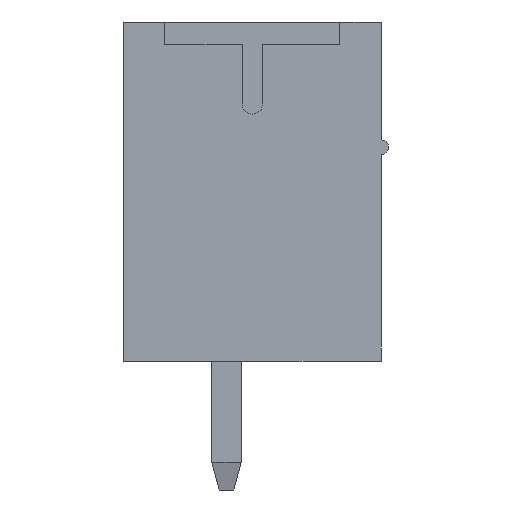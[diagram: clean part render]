
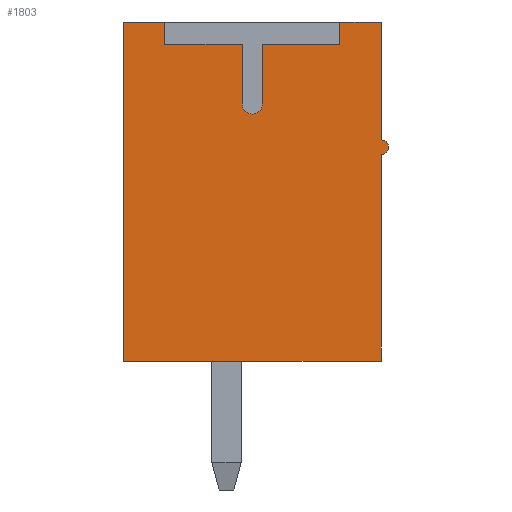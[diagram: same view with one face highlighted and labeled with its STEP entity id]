
A CAD part, left-side view. The second image highlights one B-rep face of the part: STEP entity #1803.
In plain terms, the highlighted planar face has unit normal (-1, 0, 0).
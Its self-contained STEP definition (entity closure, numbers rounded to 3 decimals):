
#1803 = ADVANCED_FACE( '', ( #4075 ), #4076, .F. );
#4075 = FACE_OUTER_BOUND( '', #6883, .T. );
#4076 = PLANE( '', #6884 );
#6883 = EDGE_LOOP( '', ( #12081, #12082, #12083, #12084, #12085, #12086, #12087, #12088, #12089, #12090, #12091, #12092, #12093, #12094 ) );
#6884 = AXIS2_PLACEMENT_3D( '', #12095, #12096, #12097 );
#12081 = ORIENTED_EDGE( '', *, *, #18401, .T. );
#12082 = ORIENTED_EDGE( '', *, *, #17701, .T. );
#12083 = ORIENTED_EDGE( '', *, *, #19259, .T. );
#12084 = ORIENTED_EDGE( '', *, *, #18388, .T. );
#12085 = ORIENTED_EDGE( '', *, *, #19260, .T. );
#12086 = ORIENTED_EDGE( '', *, *, #17311, .T. );
#12087 = ORIENTED_EDGE( '', *, *, #19261, .T. );
#12088 = ORIENTED_EDGE( '', *, *, #19262, .T. );
#12089 = ORIENTED_EDGE( '', *, *, #19263, .T. );
#12090 = ORIENTED_EDGE( '', *, *, #17709, .T. );
#12091 = ORIENTED_EDGE( '', *, *, #19117, .T. );
#12092 = ORIENTED_EDGE( '', *, *, #19264, .T. );
#12093 = ORIENTED_EDGE( '', *, *, #18293, .T. );
#12094 = ORIENTED_EDGE( '', *, *, #18217, .T. );
#12095 = CARTESIAN_POINT( '', ( -38.545, 0., 2.375 ) );
#12096 = DIRECTION( '', ( 1., 0., 0. ) );
#12097 = DIRECTION( '', ( 0., 0., -1. ) );
#17311 = EDGE_CURVE( '', #20774, #20772, #20775, .T. );
#17701 = EDGE_CURVE( '', #21471, #21468, #21472, .T. );
#17709 = EDGE_CURVE( '', #21487, #21485, #21488, .T. );
#18217 = EDGE_CURVE( '', #22395, #22396, #22397, .F. );
#18293 = EDGE_CURVE( '', #22520, #22395, #22521, .T. );
#18388 = EDGE_CURVE( '', #22676, #22674, #22677, .T. );
#18401 = EDGE_CURVE( '', #22396, #21471, #22694, .T. );
#19117 = EDGE_CURVE( '', #21485, #23802, #23803, .T. );
#19259 = EDGE_CURVE( '', #21468, #22676, #24025, .T. );
#19260 = EDGE_CURVE( '', #22674, #20774, #24026, .T. );
#19261 = EDGE_CURVE( '', #20772, #24027, #24028, .T. );
#19262 = EDGE_CURVE( '', #24027, #24029, #24030, .T. );
#19263 = EDGE_CURVE( '', #24029, #21487, #24031, .T. );
#19264 = EDGE_CURVE( '', #23802, #22520, #24032, .T. );
#20772 = VERTEX_POINT( '', #25911 );
#20774 = VERTEX_POINT( '', #25914 );
#20775 = CIRCLE( '', #25915, 0.275 );
#21468 = VERTEX_POINT( '', #26908 );
#21471 = VERTEX_POINT( '', #26912 );
#21472 = LINE( '', #26913, #26914 );
#21485 = VERTEX_POINT( '', #26933 );
#21487 = VERTEX_POINT( '', #26936 );
#21488 = LINE( '', #26937, #26938 );
#22395 = VERTEX_POINT( '', #28279 );
#22396 = VERTEX_POINT( '', #28280 );
#22397 = CIRCLE( '', #28281, 0.2 );
#22520 = VERTEX_POINT( '', #28457 );
#22521 = LINE( '', #28458, #28459 );
#22674 = VERTEX_POINT( '', #28680 );
#22676 = VERTEX_POINT( '', #28683 );
#22677 = LINE( '', #28684, #28685 );
#22694 = LINE( '', #28710, #28711 );
#23802 = VERTEX_POINT( '', #30341 );
#23803 = LINE( '', #30342, #30343 );
#24025 = LINE( '', #30696, #30697 );
#24026 = LINE( '', #30698, #30699 );
#24027 = VERTEX_POINT( '', #30700 );
#24028 = LINE( '', #30701, #30702 );
#24029 = VERTEX_POINT( '', #30703 );
#24030 = LINE( '', #30704, #30705 );
#24031 = LINE( '', #30706, #30707 );
#24032 = LINE( '', #30708, #30709 );
#25911 = CARTESIAN_POINT( '', ( -38.545, 0.275, 2.375 ) );
#25914 = CARTESIAN_POINT( '', ( -38.545, -0.275, 2.375 ) );
#25915 = AXIS2_PLACEMENT_3D( '', #33269, #33270, #33271 );
#26908 = CARTESIAN_POINT( '', ( -38.545, -2.375, 4.6 ) );
#26912 = CARTESIAN_POINT( '', ( -38.545, -3.5, 4.6 ) );
#26913 = CARTESIAN_POINT( '', ( -38.545, -3.871, 4.6 ) );
#26914 = VECTOR( '', #33624, 1000. );
#26933 = CARTESIAN_POINT( '', ( -38.545, 3.5, 4.6 ) );
#26936 = CARTESIAN_POINT( '', ( -38.545, 2.375, 4.6 ) );
#26937 = CARTESIAN_POINT( '', ( -38.545, 2.375, 4.6 ) );
#26938 = VECTOR( '', #33632, 1000. );
#28279 = CARTESIAN_POINT( '', ( -38.545, -3.5, 1. ) );
#28280 = CARTESIAN_POINT( '', ( -38.545, -3.5, 1.4 ) );
#28281 = AXIS2_PLACEMENT_3D( '', #34148, #34149, #34150 );
#28457 = CARTESIAN_POINT( '', ( -38.545, -3.5, -4.6 ) );
#28458 = CARTESIAN_POINT( '', ( -38.545, -3.5, -4.6 ) );
#28459 = VECTOR( '', #34219, 1000. );
#28680 = CARTESIAN_POINT( '', ( -38.545, -0.275, 4. ) );
#28683 = CARTESIAN_POINT( '', ( -38.545, -2.375, 4. ) );
#28684 = CARTESIAN_POINT( '', ( -38.545, -2.375, 4. ) );
#28685 = VECTOR( '', #34307, 1000. );
#28710 = CARTESIAN_POINT( '', ( -38.545, -3.5, 1.4 ) );
#28711 = VECTOR( '', #34316, 1000. );
#30341 = CARTESIAN_POINT( '', ( -38.545, 3.5, -4.6 ) );
#30342 = CARTESIAN_POINT( '', ( -38.545, 3.5, 4.6 ) );
#30343 = VECTOR( '', #34950, 1000. );
#30696 = CARTESIAN_POINT( '', ( -38.545, -2.375, 4.6 ) );
#30697 = VECTOR( '', #35082, 1000. );
#30698 = CARTESIAN_POINT( '', ( -38.545, -0.275, 4. ) );
#30699 = VECTOR( '', #35083, 1000. );
#30700 = CARTESIAN_POINT( '', ( -38.545, 0.275, 4. ) );
#30701 = CARTESIAN_POINT( '', ( -38.545, 0.275, 2.375 ) );
#30702 = VECTOR( '', #35084, 1000. );
#30703 = CARTESIAN_POINT( '', ( -38.545, 2.375, 4. ) );
#30704 = CARTESIAN_POINT( '', ( -38.545, 0.275, 4. ) );
#30705 = VECTOR( '', #35085, 1000. );
#30706 = CARTESIAN_POINT( '', ( -38.545, 2.375, 4. ) );
#30707 = VECTOR( '', #35086, 1000. );
#30708 = CARTESIAN_POINT( '', ( -38.545, 3.5, -4.6 ) );
#30709 = VECTOR( '', #35087, 1000. );
#33269 = CARTESIAN_POINT( '', ( -38.545, 0., 2.375 ) );
#33270 = DIRECTION( '', ( 1., 0., 0. ) );
#33271 = DIRECTION( '', ( 0., -1., 0. ) );
#33624 = DIRECTION( '', ( 0., 1., 0. ) );
#33632 = DIRECTION( '', ( 0., 1., 0. ) );
#34148 = CARTESIAN_POINT( '', ( -38.545, -3.5, 1.2 ) );
#34149 = DIRECTION( '', ( 1., 0., 0. ) );
#34150 = DIRECTION( '', ( 0., 0., -1. ) );
#34219 = DIRECTION( '', ( 0., 0., 1. ) );
#34307 = DIRECTION( '', ( 0., 1., 0. ) );
#34316 = DIRECTION( '', ( 0., 0., 1. ) );
#34950 = DIRECTION( '', ( 0., 0., -1. ) );
#35082 = DIRECTION( '', ( 0., 0., -1. ) );
#35083 = DIRECTION( '', ( 0., 0., -1. ) );
#35084 = DIRECTION( '', ( 0., 0., 1. ) );
#35085 = DIRECTION( '', ( 0., 1., 0. ) );
#35086 = DIRECTION( '', ( 0., 0., 1. ) );
#35087 = DIRECTION( '', ( 0., -1., 0. ) );
